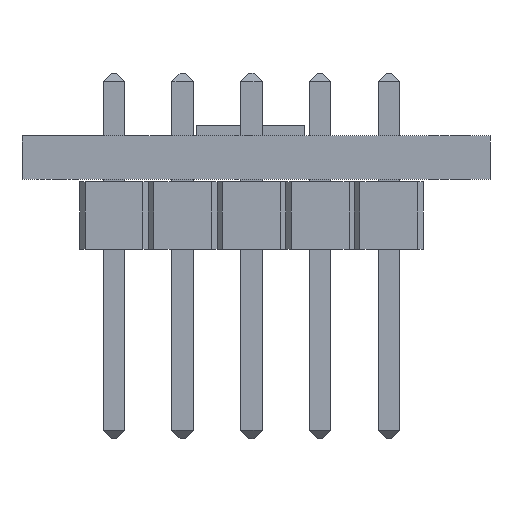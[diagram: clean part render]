
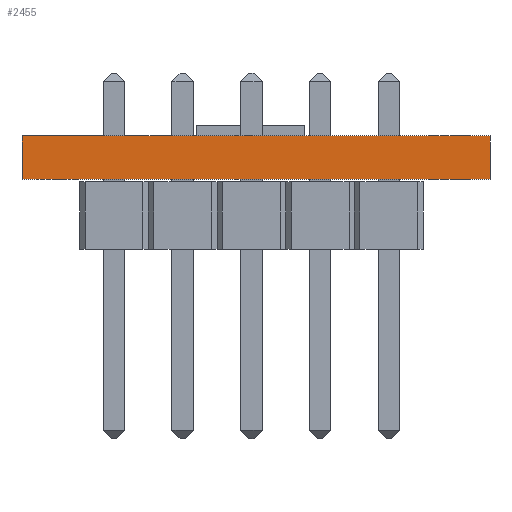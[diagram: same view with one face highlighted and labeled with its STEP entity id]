
A CAD part, left-side view. The second image highlights one B-rep face of the part: STEP entity #2455.
In plain terms, the highlighted planar face has unit normal (-1, 0, 0).
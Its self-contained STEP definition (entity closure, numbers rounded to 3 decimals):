
#2192 = EDGE_CURVE('',#2193,#2195,#2197,.T.);
#2193 = VERTEX_POINT('',#2194);
#2194 = CARTESIAN_POINT('',(-17.977,7.885,0.));
#2195 = VERTEX_POINT('',#2196);
#2196 = CARTESIAN_POINT('',(-17.977,7.885,1.6));
#2197 = SURFACE_CURVE('',#2198,(#2202,#2214),.PCURVE_S1.);
#2198 = LINE('',#2199,#2200);
#2199 = CARTESIAN_POINT('',(-17.977,7.885,0.));
#2200 = VECTOR('',#2201,1.);
#2201 = DIRECTION('',(0.,0.,1.));
#2202 = PCURVE('',#2203,#2208);
#2203 = PLANE('',#2204);
#2204 = AXIS2_PLACEMENT_3D('',#2205,#2206,#2207);
#2205 = CARTESIAN_POINT('',(-17.977,7.885,0.));
#2206 = DIRECTION('',(0.,1.,0.));
#2207 = DIRECTION('',(1.,0.,0.));
#2208 = DEFINITIONAL_REPRESENTATION('',(#2209),#2213);
#2209 = LINE('',#2210,#2211);
#2210 = CARTESIAN_POINT('',(0.,0.));
#2211 = VECTOR('',#2212,1.);
#2212 = DIRECTION('',(0.,-1.));
#2213 = ( GEOMETRIC_REPRESENTATION_CONTEXT(2) 
PARAMETRIC_REPRESENTATION_CONTEXT() REPRESENTATION_CONTEXT('2D SPACE',''
  ) );
#2214 = PCURVE('',#2215,#2220);
#2215 = PLANE('',#2216);
#2216 = AXIS2_PLACEMENT_3D('',#2217,#2218,#2219);
#2217 = CARTESIAN_POINT('',(-17.977,-9.415,0.));
#2218 = DIRECTION('',(-1.,0.,0.));
#2219 = DIRECTION('',(0.,1.,0.));
#2220 = DEFINITIONAL_REPRESENTATION('',(#2221),#2225);
#2221 = LINE('',#2222,#2223);
#2222 = CARTESIAN_POINT('',(17.3,0.));
#2223 = VECTOR('',#2224,1.);
#2224 = DIRECTION('',(0.,-1.));
#2225 = ( GEOMETRIC_REPRESENTATION_CONTEXT(2) 
PARAMETRIC_REPRESENTATION_CONTEXT() REPRESENTATION_CONTEXT('2D SPACE',''
  ) );
#2243 = PLANE('',#2244);
#2244 = AXIS2_PLACEMENT_3D('',#2245,#2246,#2247);
#2245 = CARTESIAN_POINT('',(0.052,-0.752,1.6));
#2246 = DIRECTION('',(0.,0.,1.));
#2247 = DIRECTION('',(1.,0.,0.));
#2297 = PLANE('',#2298);
#2298 = AXIS2_PLACEMENT_3D('',#2299,#2300,#2301);
#2299 = CARTESIAN_POINT('',(0.052,-0.752,0.));
#2300 = DIRECTION('',(0.,0.,1.));
#2301 = DIRECTION('',(1.,0.,-0.));
#2352 = PLANE('',#2353);
#2353 = AXIS2_PLACEMENT_3D('',#2354,#2355,#2356);
#2354 = CARTESIAN_POINT('',(17.923,-9.415,0.));
#2355 = DIRECTION('',(0.,-1.,0.));
#2356 = DIRECTION('',(-1.,0.,0.));
#2390 = VERTEX_POINT('',#2391);
#2391 = CARTESIAN_POINT('',(-17.977,-9.415,1.6));
#2412 = EDGE_CURVE('',#2413,#2390,#2415,.T.);
#2413 = VERTEX_POINT('',#2414);
#2414 = CARTESIAN_POINT('',(-17.977,-9.415,0.));
#2415 = SURFACE_CURVE('',#2416,(#2420,#2427),.PCURVE_S1.);
#2416 = LINE('',#2417,#2418);
#2417 = CARTESIAN_POINT('',(-17.977,-9.415,0.));
#2418 = VECTOR('',#2419,1.);
#2419 = DIRECTION('',(0.,0.,1.));
#2420 = PCURVE('',#2352,#2421);
#2421 = DEFINITIONAL_REPRESENTATION('',(#2422),#2426);
#2422 = LINE('',#2423,#2424);
#2423 = CARTESIAN_POINT('',(35.9,0.));
#2424 = VECTOR('',#2425,1.);
#2425 = DIRECTION('',(0.,-1.));
#2426 = ( GEOMETRIC_REPRESENTATION_CONTEXT(2) 
PARAMETRIC_REPRESENTATION_CONTEXT() REPRESENTATION_CONTEXT('2D SPACE',''
  ) );
#2427 = PCURVE('',#2215,#2428);
#2428 = DEFINITIONAL_REPRESENTATION('',(#2429),#2433);
#2429 = LINE('',#2430,#2431);
#2430 = CARTESIAN_POINT('',(0.,0.));
#2431 = VECTOR('',#2432,1.);
#2432 = DIRECTION('',(0.,-1.));
#2433 = ( GEOMETRIC_REPRESENTATION_CONTEXT(2) 
PARAMETRIC_REPRESENTATION_CONTEXT() REPRESENTATION_CONTEXT('2D SPACE',''
  ) );
#2455 = ADVANCED_FACE('',(#2456),#2215,.T.);
#2456 = FACE_BOUND('',#2457,.T.);
#2457 = EDGE_LOOP('',(#2458,#2459,#2480,#2481));
#2458 = ORIENTED_EDGE('',*,*,#2412,.T.);
#2459 = ORIENTED_EDGE('',*,*,#2460,.T.);
#2460 = EDGE_CURVE('',#2390,#2195,#2461,.T.);
#2461 = SURFACE_CURVE('',#2462,(#2466,#2473),.PCURVE_S1.);
#2462 = LINE('',#2463,#2464);
#2463 = CARTESIAN_POINT('',(-17.977,-9.415,1.6));
#2464 = VECTOR('',#2465,1.);
#2465 = DIRECTION('',(0.,1.,0.));
#2466 = PCURVE('',#2215,#2467);
#2467 = DEFINITIONAL_REPRESENTATION('',(#2468),#2472);
#2468 = LINE('',#2469,#2470);
#2469 = CARTESIAN_POINT('',(0.,-1.6));
#2470 = VECTOR('',#2471,1.);
#2471 = DIRECTION('',(1.,0.));
#2472 = ( GEOMETRIC_REPRESENTATION_CONTEXT(2) 
PARAMETRIC_REPRESENTATION_CONTEXT() REPRESENTATION_CONTEXT('2D SPACE',''
  ) );
#2473 = PCURVE('',#2243,#2474);
#2474 = DEFINITIONAL_REPRESENTATION('',(#2475),#2479);
#2475 = LINE('',#2476,#2477);
#2476 = CARTESIAN_POINT('',(-18.029,-8.663));
#2477 = VECTOR('',#2478,1.);
#2478 = DIRECTION('',(0.,1.));
#2479 = ( GEOMETRIC_REPRESENTATION_CONTEXT(2) 
PARAMETRIC_REPRESENTATION_CONTEXT() REPRESENTATION_CONTEXT('2D SPACE',''
  ) );
#2480 = ORIENTED_EDGE('',*,*,#2192,.F.);
#2481 = ORIENTED_EDGE('',*,*,#2482,.F.);
#2482 = EDGE_CURVE('',#2413,#2193,#2483,.T.);
#2483 = SURFACE_CURVE('',#2484,(#2488,#2495),.PCURVE_S1.);
#2484 = LINE('',#2485,#2486);
#2485 = CARTESIAN_POINT('',(-17.977,-9.415,0.));
#2486 = VECTOR('',#2487,1.);
#2487 = DIRECTION('',(0.,1.,0.));
#2488 = PCURVE('',#2215,#2489);
#2489 = DEFINITIONAL_REPRESENTATION('',(#2490),#2494);
#2490 = LINE('',#2491,#2492);
#2491 = CARTESIAN_POINT('',(0.,0.));
#2492 = VECTOR('',#2493,1.);
#2493 = DIRECTION('',(1.,0.));
#2494 = ( GEOMETRIC_REPRESENTATION_CONTEXT(2) 
PARAMETRIC_REPRESENTATION_CONTEXT() REPRESENTATION_CONTEXT('2D SPACE',''
  ) );
#2495 = PCURVE('',#2297,#2496);
#2496 = DEFINITIONAL_REPRESENTATION('',(#2497),#2501);
#2497 = LINE('',#2498,#2499);
#2498 = CARTESIAN_POINT('',(-18.029,-8.663));
#2499 = VECTOR('',#2500,1.);
#2500 = DIRECTION('',(0.,1.));
#2501 = ( GEOMETRIC_REPRESENTATION_CONTEXT(2) 
PARAMETRIC_REPRESENTATION_CONTEXT() REPRESENTATION_CONTEXT('2D SPACE',''
  ) );
